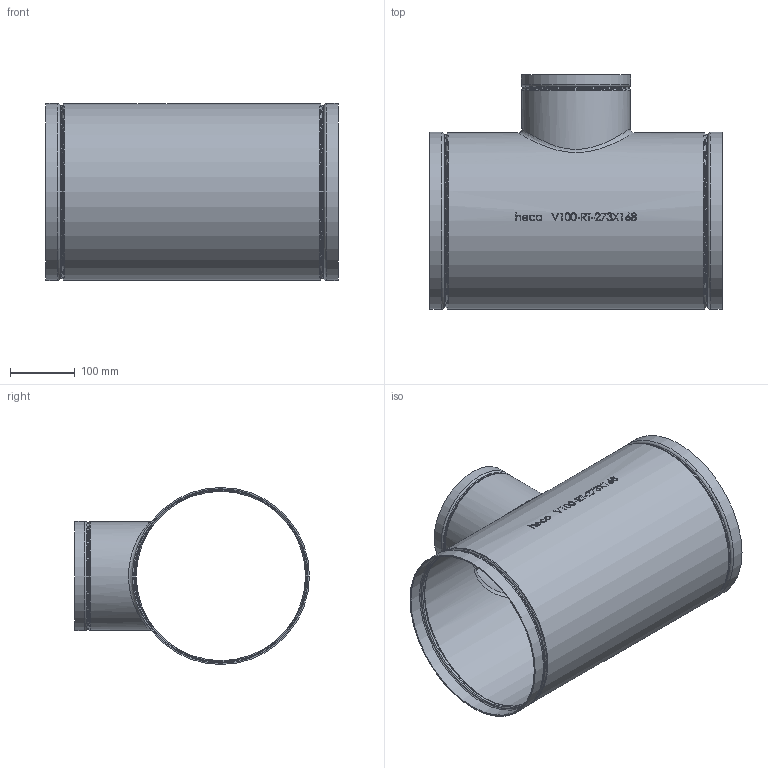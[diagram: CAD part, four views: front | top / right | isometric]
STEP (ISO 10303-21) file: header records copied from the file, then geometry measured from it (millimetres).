
FILE_DESCRIPTION (( 'STEP AP214' ), '1' );
FILE_NAME ('V100-RT-273X168-x Typ E493 DN250x150 1000x600 Ø273,0x168,3 1812.STEP', '2018-12-17T10:42:28', ( '' ), ( '' ), 'SwSTEP 2.0', 'SolidWorks 2016', '' );
FILE_SCHEMA (( 'AUTOMOTIVE_DESIGN' ));
Length unit declared in the file: inch
Products named in the file (1): V100-RT-273X168-x Typ E493 DN250x150 1000x600 Ø273,0x168,3 1812
Bounding box: 451.1 x 362.08 x 273.05 mm (x, y, z)
Volume: 854696.9 mm3; surface area: 845007 mm2
Topology: 1 solids, 1 shells, 273 faces, 695 edges, 454 vertices
Faces by surface type: bspline 106, plane 94, cylinder 43, torus 24, cone 6
Full cylindrical faces by diameter (mm): 159.207 x1, 163.093 x1, 163.271 x1, 164.211 x1, 167.157 x1, 168.275 x1, 261.112 x2, 265.176 x2, 267.868 x1, 268.986 x2, 271.932 x1, 273.05 x2
Entity records: 18272 total; most frequent: CARTESIAN_POINT 9917, ORIENTED_EDGE 1266, DIRECTION 797, EDGE_CURVE 633, VERTEX_POINT 440, EDGE_LOOP 355, FACE_OUTER_BOUND 315, ADVANCED_FACE 273
